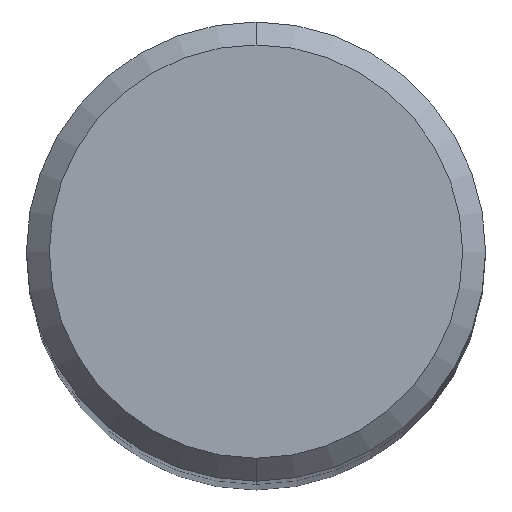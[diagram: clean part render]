
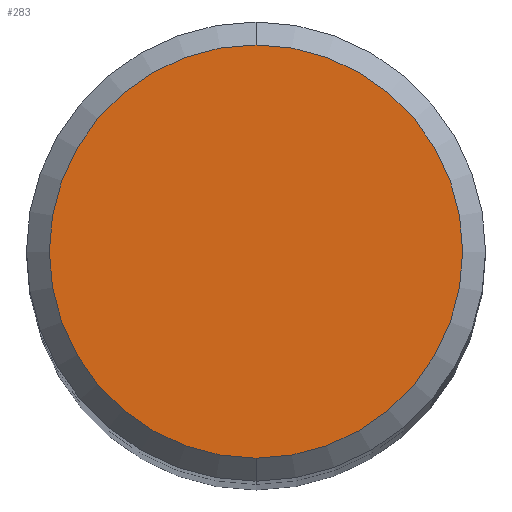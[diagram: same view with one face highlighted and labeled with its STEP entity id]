
A CAD part, top view. The second image highlights one B-rep face of the part: STEP entity #283.
In plain terms, the highlighted planar face has unit normal (0, 0, 1).
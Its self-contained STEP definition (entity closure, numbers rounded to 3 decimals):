
#217=VERTEX_POINT('',#512);
#233=VERTEX_POINT('',#530);
#283=ADVANCED_FACE('',(#586),#587,.T.);
#345=EDGE_CURVE('',#217,#233,#655,.T.);
#383=EDGE_CURVE('',#233,#217,#695,.T.);
#512=CARTESIAN_POINT('',(0.0,5.4,0.0));
#530=CARTESIAN_POINT('',(0.,-5.4,0.0));
#586=FACE_OUTER_BOUND('',#1062,.T.);
#587=PLANE('',#1063);
#655=CIRCLE('',#1240,5.4);
#695=CIRCLE('',#1294,5.4);
#1062=EDGE_LOOP('',(#1582,#1583));
#1063=AXIS2_PLACEMENT_3D('',#1584,#1585,#1586);
#1240=AXIS2_PLACEMENT_3D('',#1665,#1666,#1667);
#1294=AXIS2_PLACEMENT_3D('',#1697,#1698,#1699);
#1582=ORIENTED_EDGE('',*,*,#345,.F.);
#1583=ORIENTED_EDGE('',*,*,#383,.F.);
#1584=CARTESIAN_POINT('',(0.0,2.7,0.0));
#1585=DIRECTION('',(-0.0,0.0,1.0));
#1586=DIRECTION('',(0.0,-1.0,0.0));
#1665=CARTESIAN_POINT('',(0.0,0.0,0.0));
#1666=DIRECTION('',(0.0,0.0,-1.0));
#1667=DIRECTION('',(0.0,1.0,0.0));
#1697=CARTESIAN_POINT('',(0.0,0.0,0.0));
#1698=DIRECTION('',(0.0,0.0,-1.0));
#1699=DIRECTION('',(0.0,1.0,0.0));
